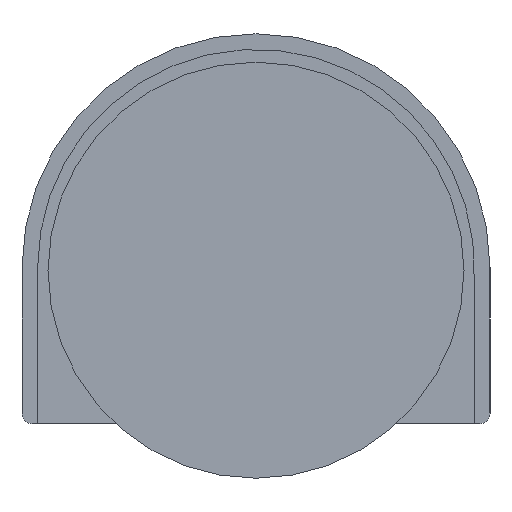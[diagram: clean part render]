
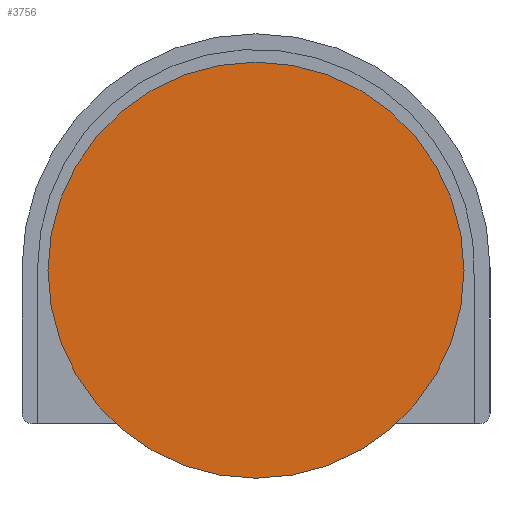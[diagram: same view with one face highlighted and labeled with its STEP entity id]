
A CAD part, front view. The second image highlights one B-rep face of the part: STEP entity #3756.
In plain terms, the highlighted planar face has unit normal (0, -1, 0).
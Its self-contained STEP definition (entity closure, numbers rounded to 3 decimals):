
#3737 = VERTEX_POINT('',#3738);
#3738 = CARTESIAN_POINT('',(20.32,-10.,0.));
#3744 = EDGE_CURVE('',#3737,#3737,#3745,.T.);
#3745 = CIRCLE('',#3746,20.32);
#3746 = AXIS2_PLACEMENT_3D('',#3747,#3748,#3749);
#3747 = CARTESIAN_POINT('',(0.,-10.,0.));
#3748 = DIRECTION('',(0.,-1.,0.));
#3749 = DIRECTION('',(1.,0.,0.));
#3756 = ADVANCED_FACE('',(#3757),#3760,.F.);
#3757 = FACE_BOUND('',#3758,.T.);
#3758 = EDGE_LOOP('',(#3759));
#3759 = ORIENTED_EDGE('',*,*,#3744,.T.);
#3760 = PLANE('',#3761);
#3761 = AXIS2_PLACEMENT_3D('',#3762,#3763,#3764);
#3762 = CARTESIAN_POINT('',(-0.003,-10.,0.)
  );
#3763 = DIRECTION('',(0.,1.,0.));
#3764 = DIRECTION('',(0.,0.,1.));
